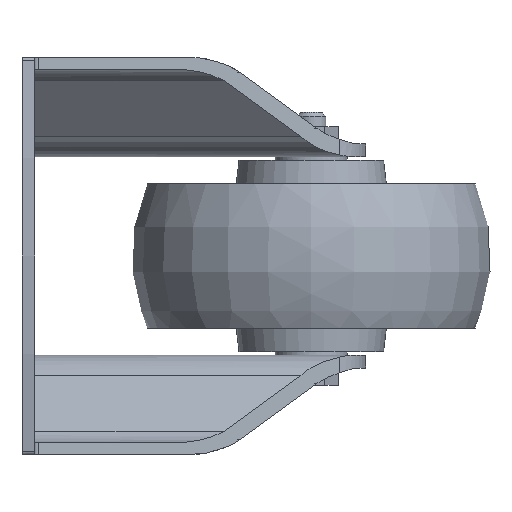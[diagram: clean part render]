
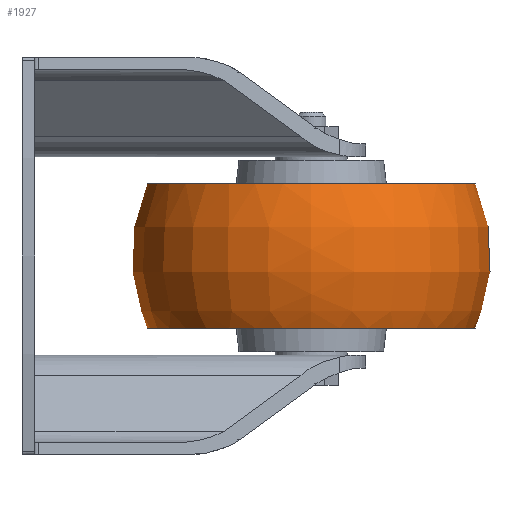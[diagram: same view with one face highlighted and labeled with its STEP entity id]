
A CAD part, left-side view. The second image highlights one B-rep face of the part: STEP entity #1927.
In plain terms, the highlighted toroidal (fillet/blend) face has major radius 5 mm and minor radius 45 mm.
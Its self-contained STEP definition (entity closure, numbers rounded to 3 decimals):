
#20=DEGENERATE_TOROIDAL_SURFACE('',#2134,5.,45.,
 .T.);
#961=ORIENTED_EDGE('',*,*,#1240,.T.);
#962=ORIENTED_EDGE('',*,*,#1241,.F.);
#1240=EDGE_CURVE('',#1427,#1427,#1506,.T.);
#1241=EDGE_CURVE('',#1428,#1428,#1507,.T.);
#1427=VERTEX_POINT('',#3319);
#1428=VERTEX_POINT('',#3322);
#1506=CIRCLE('',#2133,45.336);
#1507=CIRCLE('',#2135,45.336);
#1634=EDGE_LOOP('',(#961));
#1635=EDGE_LOOP('',(#962));
#1770=FACE_BOUND('',#1634,.T.);
#1771=FACE_BOUND('',#1635,.T.);
#1927=ADVANCED_FACE('',(#1770,#1771),#20,.T.);
#2133=AXIS2_PLACEMENT_3D('',#3318,#2681,#2682);
#2134=AXIS2_PLACEMENT_3D('',#3320,#2683,#2684);
#2135=AXIS2_PLACEMENT_3D('',#3321,#2685,#2686);
#2681=DIRECTION('',(0.,0.,-1.));
#2682=DIRECTION('',(-1.,0.,0.));
#2683=DIRECTION('',(0.,0.,-1.));
#2684=DIRECTION('',(-1.,0.,0.));
#2685=DIRECTION('',(0.,0.,-1.));
#2686=DIRECTION('',(-1.,0.,0.));
#3318=CARTESIAN_POINT('',(0.,0.,19.95));
#3319=CARTESIAN_POINT('',(-45.336,0.,19.95));
#3320=CARTESIAN_POINT('',(0.,0.,0.));
#3321=CARTESIAN_POINT('',(0.,0.,-19.95));
#3322=CARTESIAN_POINT('',(-45.336,0.,-19.95));
